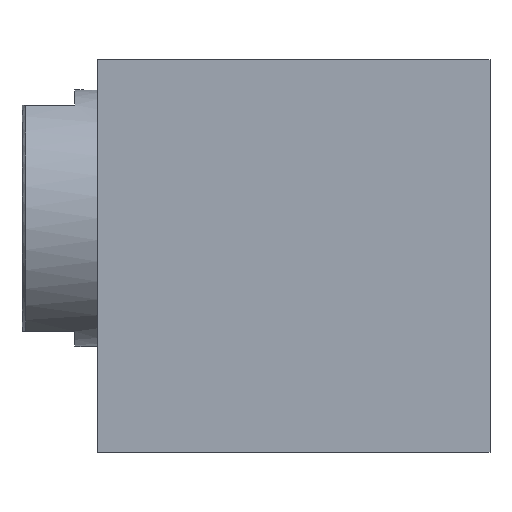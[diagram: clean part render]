
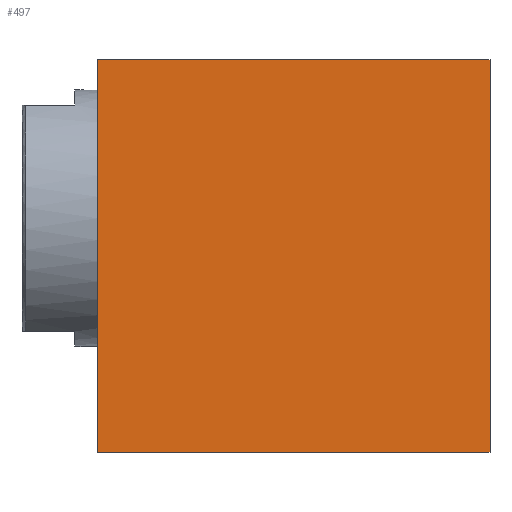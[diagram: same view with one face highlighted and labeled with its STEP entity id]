
A CAD part, front view. The second image highlights one B-rep face of the part: STEP entity #497.
In plain terms, the highlighted planar face has unit normal (0, -1, 0).
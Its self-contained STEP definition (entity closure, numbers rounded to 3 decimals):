
#33=PLANE('',#541);
#46=LINE('',#706,#66);
#50=LINE('',#715,#70);
#55=LINE('',#725,#75);
#57=LINE('',#729,#77);
#66=VECTOR('',#611,1000.);
#70=VECTOR('',#617,1000.);
#75=VECTOR('',#626,1000.);
#77=VECTOR('',#630,1000.);
#124=ORIENTED_EDGE('',*,*,#191,.T.);
#125=ORIENTED_EDGE('',*,*,#193,.T.);
#126=ORIENTED_EDGE('',*,*,#186,.T.);
#127=ORIENTED_EDGE('',*,*,#182,.T.);
#182=EDGE_CURVE('',#222,#223,#46,.T.);
#186=EDGE_CURVE('',#226,#222,#50,.T.);
#191=EDGE_CURVE('',#223,#229,#55,.T.);
#193=EDGE_CURVE('',#229,#226,#57,.T.);
#222=VERTEX_POINT('',#707);
#223=VERTEX_POINT('',#708);
#226=VERTEX_POINT('',#716);
#229=VERTEX_POINT('',#726);
#268=EDGE_LOOP('',(#124,#125,#126,#127));
#302=FACE_BOUND('',#268,.T.);
#497=ADVANCED_FACE('',(#302),#33,.T.);
#541=AXIS2_PLACEMENT_3D('',#728,#628,#629);
#611=DIRECTION('',(-1.,0.,0.));
#617=DIRECTION('',(0.,0.,1.));
#626=DIRECTION('',(0.,0.,-1.));
#628=DIRECTION('',(0.,-1.,0.));
#629=DIRECTION('',(0.,0.,-1.));
#630=DIRECTION('',(1.,0.,0.));
#706=CARTESIAN_POINT('',(26.,0.,26.));
#707=CARTESIAN_POINT('',(26.,0.,26.));
#708=CARTESIAN_POINT('',(-26.,0.,26.));
#715=CARTESIAN_POINT('',(26.,0.,-26.));
#716=CARTESIAN_POINT('',(26.,0.,-26.));
#725=CARTESIAN_POINT('',(-26.,0.,26.));
#726=CARTESIAN_POINT('',(-26.,0.,-26.));
#728=CARTESIAN_POINT('',(0.,0.,0.));
#729=CARTESIAN_POINT('',(-26.,0.,-26.));
